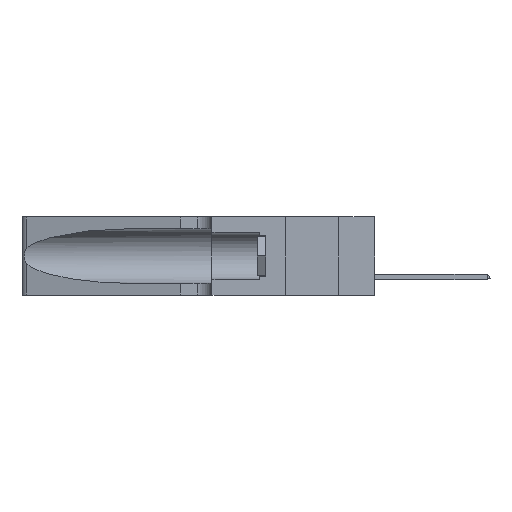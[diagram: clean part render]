
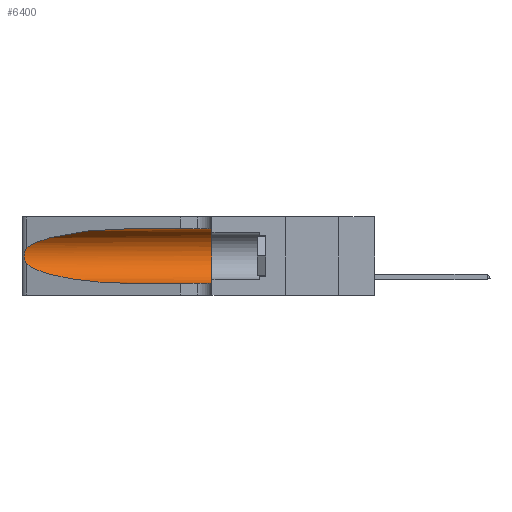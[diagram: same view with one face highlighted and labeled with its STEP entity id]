
A CAD part, left-side view. The second image highlights one B-rep face of the part: STEP entity #6400.
In plain terms, the highlighted cylindrical face has radius 3.308 mm (diameter 6.617 mm), a partial arc.
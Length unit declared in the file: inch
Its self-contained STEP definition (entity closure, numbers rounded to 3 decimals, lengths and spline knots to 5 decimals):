
#477 = CARTESIAN_POINT ( 'NONE',  ( 0.1305, 0.35, 0.05475 ) ) ;
#485 = CARTESIAN_POINT ( 'NONE',  ( 0.1305, 0.72297, 0.05475 ) ) ;
#1153 =( BOUNDED_CURVE ( )  B_SPLINE_CURVE ( 3, ( #27983, #14900, #30926, #31356 ),
 .UNSPECIFIED., .F., .F. ) 
 B_SPLINE_CURVE_WITH_KNOTS ( ( 4, 4 ),
 ( 3.44316, 4.71239 ),
 .UNSPECIFIED. ) 
 CURVE ( )  GEOMETRIC_REPRESENTATION_ITEM ( )  RATIONAL_B_SPLINE_CURVE ( ( 1., 0.87, 0.87, 1. ) ) 
 REPRESENTATION_ITEM ( '' )  );
#2236 = EDGE_CURVE ( 'NONE', #15532, #20743, #22240, .T. ) ;
#2802 = CARTESIAN_POINT ( 'NONE',  ( 0.1305, 1.61858, 0.185 ) ) ;
#2839 = CARTESIAN_POINT ( 'NONE',  ( 0.26017, 1.23833, 0.17102 ) ) ;
#2987 = CARTESIAN_POINT ( 'NONE',  ( 0.25639, 1.23186, 0.15144 ) ) ;
#4660 = CARTESIAN_POINT ( 'NONE',  ( 0.1305, 0.35, 0.31525 ) ) ;
#5045 = CARTESIAN_POINT ( 'NONE',  ( 0.25487, 1.22718, 0.22369 ) ) ;
#6195 = VECTOR ( 'NONE', #36532, 39.37008 ) ;
#6400 = ADVANCED_FACE ( 'NONE', ( #28412 ), #8106, .F. ) ;
#7302 = ORIENTED_EDGE ( 'NONE', *, *, #31149, .F. ) ;
#7671 = B_SPLINE_CURVE_WITH_KNOTS ( 'NONE', 3,
 ( #41488, #15492, #22475, #35286, #21901, #37988, #38134, #9004, #2839, #18930, #22194, #2987, #28700, #41349 ),
 .UNSPECIFIED., .F., .F.,
 ( 4, 2, 2, 2, 2, 2, 4 ),
 ( 0., 0.00027, 0.00053, 0.00107, 0.0016, 0.00187, 0.00214 ),
 .UNSPECIFIED. ) ;
#8106 = CYLINDRICAL_SURFACE ( 'NONE', #40536, 0.13025 ) ;
#9004 = CARTESIAN_POINT ( 'NONE',  ( 0.26075, 1.23896, 0.178 ) ) ;
#11223 = CARTESIAN_POINT ( 'NONE',  ( 0.1305, 1.61858, 0.05475 ) ) ;
#11464 = CARTESIAN_POINT ( 'NONE',  ( 0.2373, 1.15595, 0.28018 ) ) ;
#11565 = DIRECTION ( 'NONE',  ( 0., 0., 1. ) ) ;
#11749 = CARTESIAN_POINT ( 'NONE',  ( 0.18966, 0.96281, 0.31525 ) ) ;
#14530 = EDGE_CURVE ( 'NONE', #36881, #20743, #21938, .T. ) ;
#14669 = EDGE_LOOP ( 'NONE', ( #16198, #24377, #20728, #22670, #36359, #7302 ) ) ;
#14900 = CARTESIAN_POINT ( 'NONE',  ( 0.2373, 1.15595, 0.08982 ) ) ;
#15126 = CARTESIAN_POINT ( 'NONE',  ( 0.1305, 0.72297, 0.31525 ) ) ;
#15400 = CARTESIAN_POINT ( 'NONE',  ( 0.1305, 0.72297, 0.31525 ) ) ;
#15459 = DIRECTION ( 'NONE',  ( 0., 0., -1. ) ) ;
#15492 = CARTESIAN_POINT ( 'NONE',  ( 0.25555, 1.22994, 0.2215 ) ) ;
#15532 = VERTEX_POINT ( 'NONE', #4660 ) ;
#16198 = ORIENTED_EDGE ( 'NONE', *, *, #34602, .T. ) ;
#16974 = EDGE_CURVE ( 'NONE', #37911, #36881, #1153, .T. ) ;
#18930 = CARTESIAN_POINT ( 'NONE',  ( 0.25856, 1.23593, 0.16098 ) ) ;
#19166 = CARTESIAN_POINT ( 'NONE',  ( 0.1305, 1.61858, 0.31525 ) ) ;
#19300 = AXIS2_PLACEMENT_3D ( 'NONE', #27730, #30952, #11565 ) ;
#19520 = VECTOR ( 'NONE', #22436, 39.37008 ) ;
#20165 =( BOUNDED_CURVE ( )  B_SPLINE_CURVE ( 3, ( #15126, #11749, #11464, #5045 ),
 .UNSPECIFIED., .F., .F. ) 
 B_SPLINE_CURVE_WITH_KNOTS ( ( 4, 4 ),
 ( 1.5708, 2.84003 ),
 .UNSPECIFIED. ) 
 CURVE ( )  GEOMETRIC_REPRESENTATION_ITEM ( )  RATIONAL_B_SPLINE_CURVE ( ( 1., 0.87, 0.87, 1. ) ) 
 REPRESENTATION_ITEM ( '' )  );
#20728 = ORIENTED_EDGE ( 'NONE', *, *, #16974, .T. ) ;
#20743 = VERTEX_POINT ( 'NONE', #477 ) ;
#21901 = CARTESIAN_POINT ( 'NONE',  ( 0.25854, 1.2359, 0.20912 ) ) ;
#21938 = LINE ( 'NONE', #11223, #6195 ) ;
#22194 = CARTESIAN_POINT ( 'NONE',  ( 0.25789, 1.23486, 0.15765 ) ) ;
#22240 = CIRCLE ( 'NONE', #19300, 0.13025 ) ;
#22436 = DIRECTION ( 'NONE',  ( 0., -1., 0. ) ) ;
#22475 = CARTESIAN_POINT ( 'NONE',  ( 0.25639, 1.23184, 0.21858 ) ) ;
#22670 = ORIENTED_EDGE ( 'NONE', *, *, #14530, .T. ) ;
#24377 = ORIENTED_EDGE ( 'NONE', *, *, #40384, .T. ) ;
#27730 = CARTESIAN_POINT ( 'NONE',  ( 0.1305, 0.35, 0.185 ) ) ;
#27983 = CARTESIAN_POINT ( 'NONE',  ( 0.25487, 1.22718, 0.14631 ) ) ;
#28412 = FACE_OUTER_BOUND ( 'NONE', #14669, .T. ) ;
#28700 = CARTESIAN_POINT ( 'NONE',  ( 0.25555, 1.22993, 0.14849 ) ) ;
#30246 = CARTESIAN_POINT ( 'NONE',  ( 0.25487, 1.22718, 0.22369 ) ) ;
#30926 = CARTESIAN_POINT ( 'NONE',  ( 0.18966, 0.96281, 0.05475 ) ) ;
#30952 = DIRECTION ( 'NONE',  ( 0., 1., 0. ) ) ;
#31149 = EDGE_CURVE ( 'NONE', #36611, #15532, #36663, .T. ) ;
#31356 = CARTESIAN_POINT ( 'NONE',  ( 0.1305, 0.72297, 0.05475 ) ) ;
#34371 = CARTESIAN_POINT ( 'NONE',  ( 0.25487, 1.22718, 0.14631 ) ) ;
#34602 = EDGE_CURVE ( 'NONE', #36611, #37100, #20165, .T. ) ;
#35286 = CARTESIAN_POINT ( 'NONE',  ( 0.25787, 1.23484, 0.2124 ) ) ;
#36359 = ORIENTED_EDGE ( 'NONE', *, *, #2236, .F. ) ;
#36532 = DIRECTION ( 'NONE',  ( 0., -1., 0. ) ) ;
#36611 = VERTEX_POINT ( 'NONE', #15400 ) ;
#36663 = LINE ( 'NONE', #19166, #19520 ) ;
#36881 = VERTEX_POINT ( 'NONE', #485 ) ;
#37100 = VERTEX_POINT ( 'NONE', #30246 ) ;
#37911 = VERTEX_POINT ( 'NONE', #34371 ) ;
#37988 = CARTESIAN_POINT ( 'NONE',  ( 0.26018, 1.23835, 0.19895 ) ) ;
#38134 = CARTESIAN_POINT ( 'NONE',  ( 0.26075, 1.23896, 0.19203 ) ) ;
#40384 = EDGE_CURVE ( 'NONE', #37100, #37911, #7671, .T. ) ;
#40536 = AXIS2_PLACEMENT_3D ( 'NONE', #2802, #41732, #15459 ) ;
#41349 = CARTESIAN_POINT ( 'NONE',  ( 0.25487, 1.22718, 0.14631 ) ) ;
#41488 = CARTESIAN_POINT ( 'NONE',  ( 0.25487, 1.22718, 0.22369 ) ) ;
#41732 = DIRECTION ( 'NONE',  ( 0., -1., 0. ) ) ;
